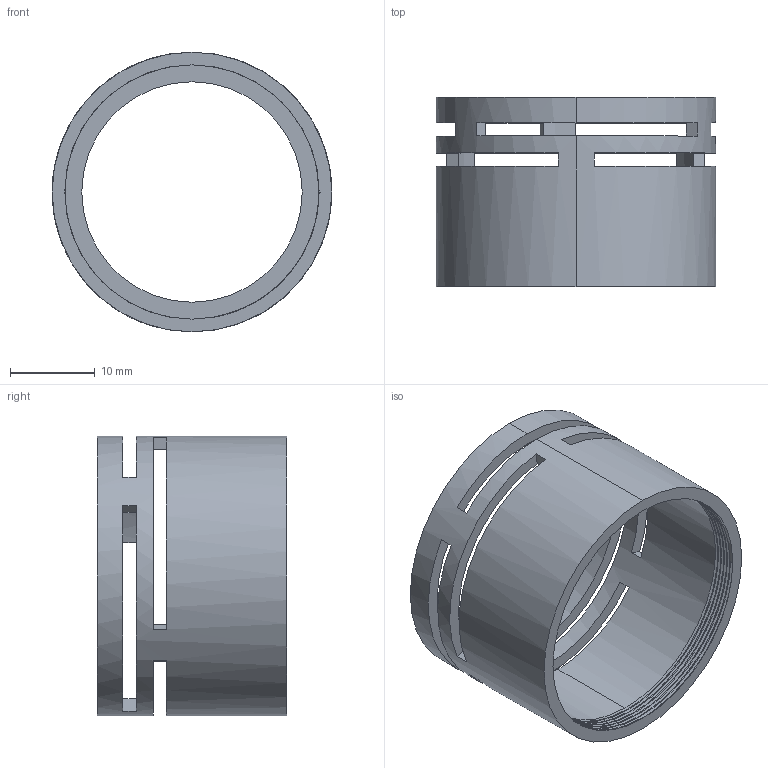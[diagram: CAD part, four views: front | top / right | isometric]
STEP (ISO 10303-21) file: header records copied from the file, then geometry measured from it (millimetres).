
FILE_DESCRIPTION (( 'STEP AP203' ), '1' );
FILE_NAME ('TopSpringOreSatLive.STEP', '2020-09-19T20:21:52', ( '' ), ( '' ), 'SwSTEP 2.0', 'SolidWorks 2020', '' );
FILE_SCHEMA (( 'CONFIG_CONTROL_DESIGN' ));
Length unit declared in the file: millimetre
Products named in the file (1): TopSpringOreSatLive
Bounding box: 33.05 x 22.34 x 33.05 mm (x, y, z)
Volume: 3057.1 mm3; surface area: 5233.6 mm2
Topology: 1 solids, 1 shells, 49 faces, 154 edges, 102 vertices
Faces by surface type: plane 29, cylinder 17, bspline 3
Entity records: 2440 total; most frequent: CARTESIAN_POINT 1016, ORIENTED_EDGE 308, DIRECTION 268, EDGE_CURVE 154, VERTEX_POINT 102, AXIS2_PLACEMENT_3D 96, LINE 76, VECTOR 76
